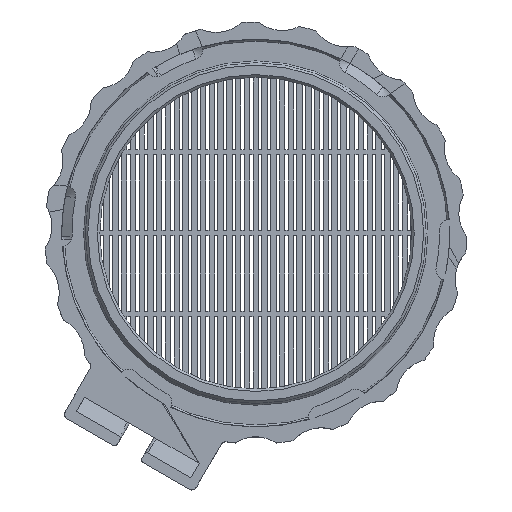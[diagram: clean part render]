
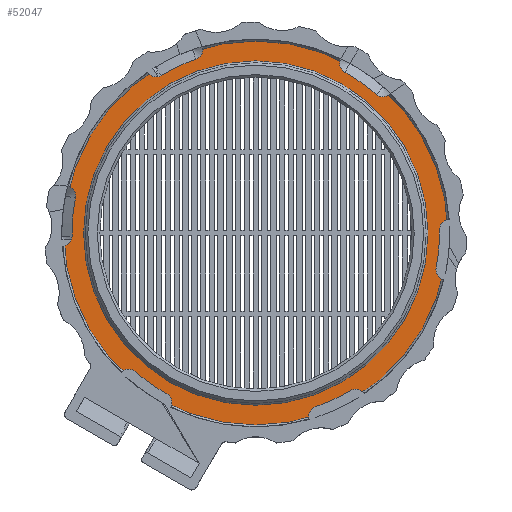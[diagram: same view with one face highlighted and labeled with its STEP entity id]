
A CAD part, top view. The second image highlights one B-rep face of the part: STEP entity #52047.
In plain terms, the highlighted planar face has unit normal (0, 0, 1).
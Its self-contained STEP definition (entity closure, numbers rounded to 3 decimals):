
#48759 = CONICAL_SURFACE('',#48760,36.,0.785);
#48760 = AXIS2_PLACEMENT_3D('',#48761,#48762,#48763);
#48761 = CARTESIAN_POINT('',(0.,0.,0.4));
#48762 = DIRECTION('',(-0.,-0.,-1.));
#48763 = DIRECTION('',(1.,0.,0.));
#50011 = CONICAL_SURFACE('',#50012,41.,0.785);
#50012 = AXIS2_PLACEMENT_3D('',#50013,#50014,#50015);
#50013 = CARTESIAN_POINT('',(0.,0.,0.4));
#50014 = DIRECTION('',(0.,0.,1.));
#50015 = DIRECTION('',(1.,0.,0.));
#51581 = VERTEX_POINT('',#51582);
#51582 = CARTESIAN_POINT('',(36.4,0.,0.));
#51603 = EDGE_CURVE('',#51581,#51581,#51604,.T.);
#51604 = SURFACE_CURVE('',#51605,(#51610,#51617),.PCURVE_S1.);
#51605 = CIRCLE('',#51606,36.4);
#51606 = AXIS2_PLACEMENT_3D('',#51607,#51608,#51609);
#51607 = CARTESIAN_POINT('',(0.,0.,0.));
#51608 = DIRECTION('',(0.,-0.,1.));
#51609 = DIRECTION('',(1.,0.,0.));
#51610 = PCURVE('',#48759,#51611);
#51611 = DEFINITIONAL_REPRESENTATION('',(#51612),#51616);
#51612 = LINE('',#51613,#51614);
#51613 = CARTESIAN_POINT('',(0.,0.4));
#51614 = VECTOR('',#51615,1.);
#51615 = DIRECTION('',(-1.,-0.));
#51616 = ( GEOMETRIC_REPRESENTATION_CONTEXT(2) 
PARAMETRIC_REPRESENTATION_CONTEXT() REPRESENTATION_CONTEXT('2D SPACE',''
  ) );
#51617 = PCURVE('',#51618,#51623);
#51618 = PLANE('',#51619);
#51619 = AXIS2_PLACEMENT_3D('',#51620,#51621,#51622);
#51620 = CARTESIAN_POINT('',(-38.5,0.,0.));
#51621 = DIRECTION('',(0.,0.,1.));
#51622 = DIRECTION('',(0.,-1.,0.));
#51623 = DEFINITIONAL_REPRESENTATION('',(#51624),#51628);
#51624 = CIRCLE('',#51625,36.4);
#51625 = AXIS2_PLACEMENT_2D('',#51626,#51627);
#51626 = CARTESIAN_POINT('',(0.,38.5));
#51627 = DIRECTION('',(0.,1.));
#51628 = ( GEOMETRIC_REPRESENTATION_CONTEXT(2) 
PARAMETRIC_REPRESENTATION_CONTEXT() REPRESENTATION_CONTEXT('2D SPACE',''
  ) );
#51636 = VERTEX_POINT('',#51637);
#51637 = CARTESIAN_POINT('',(40.6,0.,0.));
#51660 = EDGE_CURVE('',#51636,#51636,#51661,.T.);
#51661 = SURFACE_CURVE('',#51662,(#51667,#51674),.PCURVE_S1.);
#51662 = CIRCLE('',#51663,40.6);
#51663 = AXIS2_PLACEMENT_3D('',#51664,#51665,#51666);
#51664 = CARTESIAN_POINT('',(0.,0.,0.));
#51665 = DIRECTION('',(0.,-0.,1.));
#51666 = DIRECTION('',(1.,0.,0.));
#51667 = PCURVE('',#50011,#51668);
#51668 = DEFINITIONAL_REPRESENTATION('',(#51669),#51673);
#51669 = LINE('',#51670,#51671);
#51670 = CARTESIAN_POINT('',(0.,-0.4));
#51671 = VECTOR('',#51672,1.);
#51672 = DIRECTION('',(1.,-0.));
#51673 = ( GEOMETRIC_REPRESENTATION_CONTEXT(2) 
PARAMETRIC_REPRESENTATION_CONTEXT() REPRESENTATION_CONTEXT('2D SPACE',''
  ) );
#51674 = PCURVE('',#51618,#51675);
#51675 = DEFINITIONAL_REPRESENTATION('',(#51676),#51680);
#51676 = CIRCLE('',#51677,40.6);
#51677 = AXIS2_PLACEMENT_2D('',#51678,#51679);
#51678 = CARTESIAN_POINT('',(0.,38.5));
#51679 = DIRECTION('',(0.,1.));
#51680 = ( GEOMETRIC_REPRESENTATION_CONTEXT(2) 
PARAMETRIC_REPRESENTATION_CONTEXT() REPRESENTATION_CONTEXT('2D SPACE',''
  ) );
#52047 = ADVANCED_FACE('',(#52048,#52051),#51618,.T.);
#52048 = FACE_BOUND('',#52049,.T.);
#52049 = EDGE_LOOP('',(#52050));
#52050 = ORIENTED_EDGE('',*,*,#51660,.T.);
#52051 = FACE_BOUND('',#52052,.T.);
#52052 = EDGE_LOOP('',(#52053));
#52053 = ORIENTED_EDGE('',*,*,#51603,.F.);
